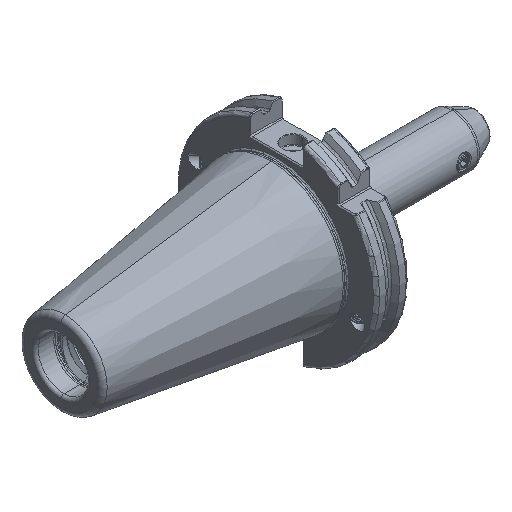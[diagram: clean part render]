
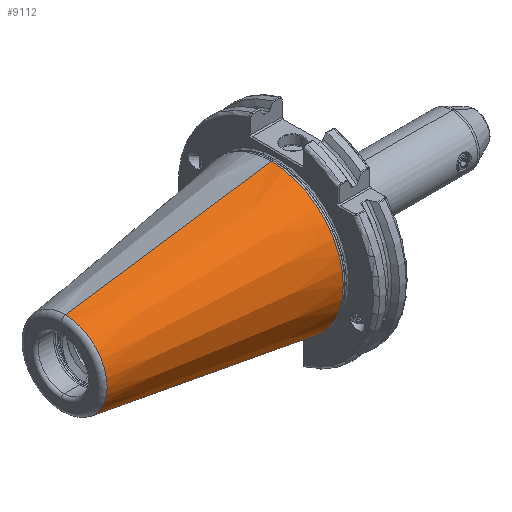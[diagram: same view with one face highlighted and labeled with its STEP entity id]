
A CAD part, isometric view. The second image highlights one B-rep face of the part: STEP entity #9112.
In plain terms, the highlighted conical face has half-angle 8.297 degrees and reference radius 35.392 mm.
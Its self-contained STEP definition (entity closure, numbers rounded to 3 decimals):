
#6 = AXIS2_PLACEMENT_3D ( 'NONE', #6835, #6827, #6825 ) ;
#1062 = EDGE_CURVE ( 'NONE', #5472, #2844, #15916, .T. ) ;
#1065 = EDGE_CURVE ( 'NONE', #26262, #2894, #15950, .T. ) ;
#1118 = EDGE_CURVE ( 'NONE', #26248, #5472, #14901, .T. ) ;
#1399 = CONICAL_SURFACE ( 'NONE', #6, 35.392, 0.145 ) ;
#1882 = FACE_OUTER_BOUND ( 'NONE', #26360, .T. ) ;
#2844 = VERTEX_POINT ( 'NONE', #6564 ) ;
#2894 = VERTEX_POINT ( 'NONE', #6657 ) ;
#3044 = DIRECTION ( 'NONE',  ( 1., 0., 0. ) ) ;
#3045 = DIRECTION ( 'NONE',  ( 0., 1., 0. ) ) ;
#3052 = CARTESIAN_POINT ( 'NONE',  ( -2.5, 0., 0. ) ) ;
#3093 = DIRECTION ( 'NONE',  ( 0.99, 0., -0.144 ) ) ;
#3116 = CARTESIAN_POINT ( 'NONE',  ( 0., 0., -35.392 ) ) ;
#3413 = CARTESIAN_POINT ( 'NONE',  ( 0., 0., 35.392 ) ) ;
#3416 = DIRECTION ( 'NONE',  ( 0.99, 0., 0.144 ) ) ;
#5315 = AXIS2_PLACEMENT_3D ( 'NONE', #3052, #3044, #3045 ) ;
#5472 = VERTEX_POINT ( 'NONE', #6650 ) ;
#6564 = CARTESIAN_POINT ( 'NONE',  ( -2.5, -35.027, 0. ) ) ;
#6650 = CARTESIAN_POINT ( 'NONE',  ( -2.5, 0., 35.027 ) ) ;
#6657 = CARTESIAN_POINT ( 'NONE',  ( -2.5, 0., -35.027 ) ) ;
#6825 = DIRECTION ( 'NONE',  ( 0., 0., -1. ) ) ;
#6827 = DIRECTION ( 'NONE',  ( 1., 0., 0. ) ) ;
#6835 = CARTESIAN_POINT ( 'NONE',  ( 0., 0., 0. ) ) ;
#9112 = ADVANCED_FACE ( 'NONE', ( #1882 ), #1399, .T. ) ;
#9615 = CARTESIAN_POINT ( 'NONE',  ( -102.811, 0., 0. ) ) ;
#9616 = DIRECTION ( 'NONE',  ( 0., 0., 1. ) ) ;
#9621 = DIRECTION ( 'NONE',  ( 1., 0., 0. ) ) ;
#10282 = CARTESIAN_POINT ( 'NONE',  ( -102.811, 0., -20.399 ) ) ;
#10293 = CARTESIAN_POINT ( 'NONE',  ( -102.811, 0., 20.399 ) ) ;
#10696 = DIRECTION ( 'NONE',  ( 1., 0., 0. ) ) ;
#10699 = DIRECTION ( 'NONE',  ( 0., 1., 0. ) ) ;
#10716 = CARTESIAN_POINT ( 'NONE',  ( -2.5, 0., 0. ) ) ;
#13457 = CIRCLE ( 'NONE', #31167, 20.399 ) ;
#13467 = CIRCLE ( 'NONE', #31203, 35.027 ) ;
#14901 = LINE ( 'NONE', #3413, #14956 ) ;
#14956 = VECTOR ( 'NONE', #3416, 1000. ) ;
#15916 = CIRCLE ( 'NONE', #5315, 35.027 ) ;
#15950 = LINE ( 'NONE', #3116, #15953 ) ;
#15953 = VECTOR ( 'NONE', #3093, 1000. ) ;
#26070 = EDGE_CURVE ( 'NONE', #2844, #2894, #13467, .T. ) ;
#26076 = EDGE_CURVE ( 'NONE', #26248, #26262, #13457, .T. ) ;
#26248 = VERTEX_POINT ( 'NONE', #10293 ) ;
#26262 = VERTEX_POINT ( 'NONE', #10282 ) ;
#26360 = EDGE_LOOP ( 'NONE', ( #30094, #30205, #30116, #30142, #30110 ) ) ;
#30094 = ORIENTED_EDGE ( 'NONE', *, *, #1118, .F. ) ;
#30110 = ORIENTED_EDGE ( 'NONE', *, *, #1062, .F. ) ;
#30116 = ORIENTED_EDGE ( 'NONE', *, *, #1065, .T. ) ;
#30142 = ORIENTED_EDGE ( 'NONE', *, *, #26070, .F. ) ;
#30205 = ORIENTED_EDGE ( 'NONE', *, *, #26076, .T. ) ;
#31167 = AXIS2_PLACEMENT_3D ( 'NONE', #9615, #9621, #9616 ) ;
#31203 = AXIS2_PLACEMENT_3D ( 'NONE', #10716, #10696, #10699 ) ;
